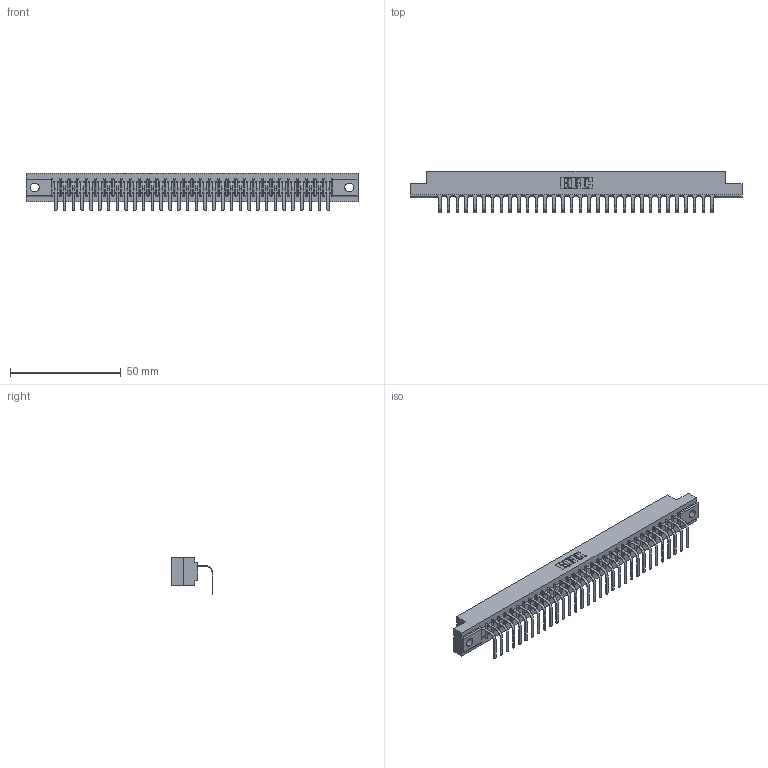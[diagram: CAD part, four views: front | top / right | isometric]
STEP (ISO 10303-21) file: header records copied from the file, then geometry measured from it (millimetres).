
FILE_DESCRIPTION (( 'STEP AP203' ), '1' );
FILE_NAME ('357-032-458-104.STEP', '2022-07-18T20:53:29', ( '' ), ( '' ), 'SwSTEP 2.0', 'SolidWorks 2020', '' );
FILE_SCHEMA (( 'CONFIG_CONTROL_DESIGN' ));
Length unit declared in the file: inch
Products named in the file (3): 357-032-458-104; 307 Part_.156 Dia Mounting Holes; 307-290-001_558 - 2 (Single)
Assembly tree (33 placements, depth 2):
  357-032-458-104
    307 Part_.156 Dia Mounting Holes
    307-290-001_558 - 2 (Single)  x32
Bounding box: 149.81 x 18.78 x 16.8 mm (x, y, z)
Volume: 15520.9 mm3; surface area: 16987.9 mm2
Topology: 33 solids, 33 shells, 2085 faces, 5927 edges, 3818 vertices
Faces by surface type: plane 1332, cylinder 687, sphere 66
Entity records: 29188 total; most frequent: CARTESIAN_POINT 4918, ORIENTED_EDGE 4902, DIRECTION 4781, EDGE_CURVE 2451, LINE 1883, VECTOR 1883, VERTEX_POINT 1586, AXIS2_PLACEMENT_3D 1449
